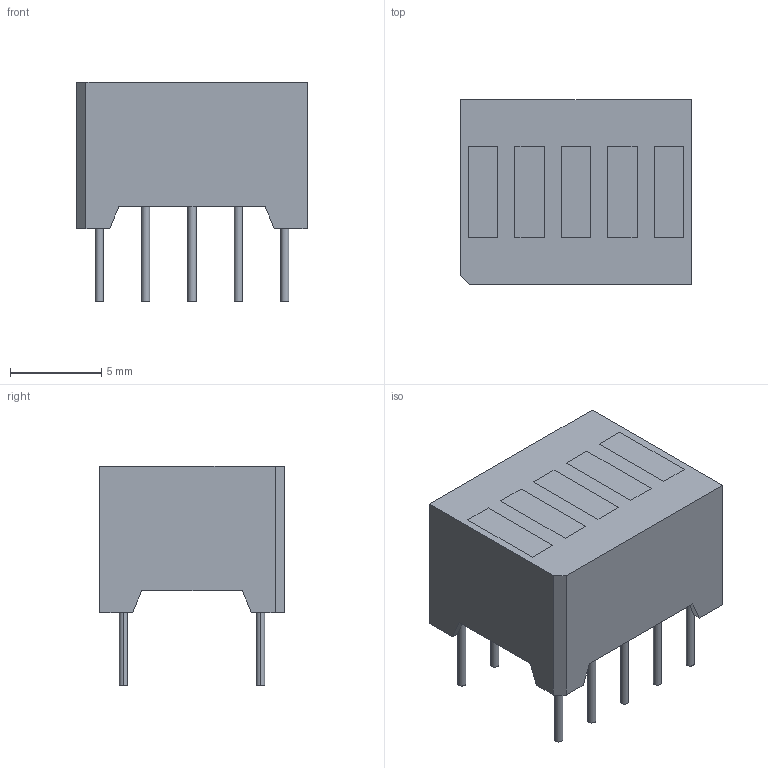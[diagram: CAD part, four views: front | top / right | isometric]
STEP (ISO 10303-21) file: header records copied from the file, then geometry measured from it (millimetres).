
FILE_DESCRIPTION (( 'STEP AP214' ), '1' );
FILE_NAME ('XGxxX5D.STEP', '2015-09-11T17:59:36', ( '' ), ( '' ), 'SwSTEP 2.0', 'SolidWorks 2012', '' );
FILE_SCHEMA (( 'AUTOMOTIVE_DESIGN' ));
Length unit declared in the file: millimetre
Products named in the file (1): XGxxX5D
Bounding box: 12.6 x 10.1 x 12 mm (x, y, z)
Surface area: 915.3 mm2 (no closed solid volume)
Topology: 0 solids, 46 shells, 123 faces, 338 edges, 272 vertices
Faces by surface type: plane 103, cylinder 20
Entity records: 3970 total; most frequent: CARTESIAN_POINT 734, DIRECTION 626, ORIENTED_EDGE 516, EDGE_CURVE 338, LINE 298, VECTOR 298, VERTEX_POINT 272, AXIS2_PLACEMENT_3D 164
